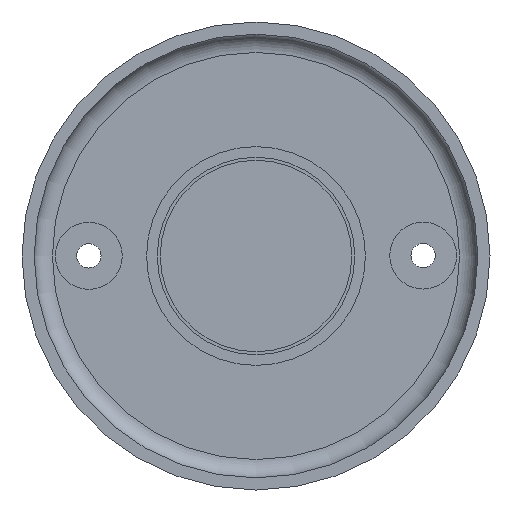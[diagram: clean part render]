
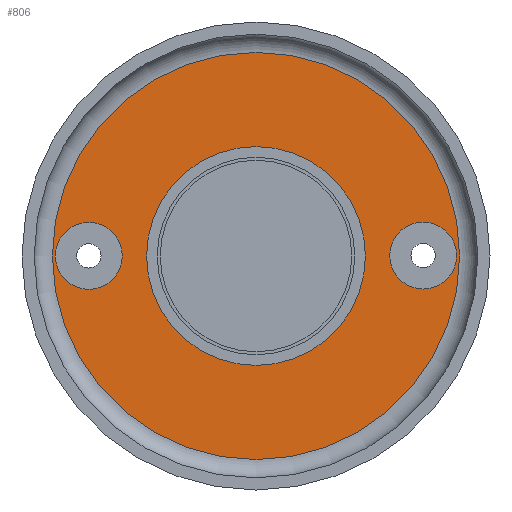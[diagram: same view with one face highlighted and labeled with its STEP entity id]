
A CAD part, front view. The second image highlights one B-rep face of the part: STEP entity #806.
In plain terms, the highlighted planar face has unit normal (0, -1, 0).
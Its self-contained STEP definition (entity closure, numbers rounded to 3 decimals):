
#29=FACE_BOUND('',#206,.T.);
#30=FACE_BOUND('',#207,.T.);
#31=FACE_BOUND('',#208,.T.);
#53=PLANE('',#898);
#88=CIRCLE('',#894,33.5);
#89=CIRCLE('',#895,33.5);
#91=CIRCLE('',#899,18.);
#92=CIRCLE('',#900,5.5);
#93=CIRCLE('',#901,5.5);
#148=FACE_OUTER_BOUND('',#205,.T.);
#205=EDGE_LOOP('',(#651,#652));
#206=EDGE_LOOP('',(#653));
#207=EDGE_LOOP('',(#654));
#208=EDGE_LOOP('',(#655));
#380=VERTEX_POINT('',#2990);
#381=VERTEX_POINT('',#2992);
#383=VERTEX_POINT('',#3000);
#384=VERTEX_POINT('',#3002);
#385=VERTEX_POINT('',#3004);
#475=EDGE_CURVE('',#381,#380,#88,.T.);
#476=EDGE_CURVE('',#380,#381,#89,.T.);
#479=EDGE_CURVE('',#383,#383,#91,.F.);
#480=EDGE_CURVE('',#384,#384,#92,.F.);
#481=EDGE_CURVE('',#385,#385,#93,.F.);
#651=ORIENTED_EDGE('',*,*,#475,.T.);
#652=ORIENTED_EDGE('',*,*,#476,.T.);
#653=ORIENTED_EDGE('',*,*,#479,.F.);
#654=ORIENTED_EDGE('',*,*,#480,.F.);
#655=ORIENTED_EDGE('',*,*,#481,.F.);
#806=ADVANCED_FACE('',(#148,#29,#30,#31),#53,.F.);
#894=AXIS2_PLACEMENT_3D('',#2993,#1064,#1065);
#895=AXIS2_PLACEMENT_3D('',#2994,#1066,#1067);
#898=AXIS2_PLACEMENT_3D('',#2999,#1073,#1074);
#899=AXIS2_PLACEMENT_3D('',#3001,#1075,#1076);
#900=AXIS2_PLACEMENT_3D('',#3003,#1077,#1078);
#901=AXIS2_PLACEMENT_3D('',#3005,#1079,#1080);
#1064=DIRECTION('center_axis',(0.,-1.,0.));
#1065=DIRECTION('ref_axis',(1.,0.,0.));
#1066=DIRECTION('center_axis',(0.,-1.,0.));
#1067=DIRECTION('ref_axis',(1.,0.,0.));
#1073=DIRECTION('center_axis',(0.,1.,0.));
#1074=DIRECTION('ref_axis',(1.,0.,0.));
#1075=DIRECTION('center_axis',(0.,1.,0.));
#1076=DIRECTION('ref_axis',(-1.,0.,0.));
#1077=DIRECTION('center_axis',(0.,1.,0.));
#1078=DIRECTION('ref_axis',(-1.,0.,0.));
#1079=DIRECTION('center_axis',(0.,1.,0.));
#1080=DIRECTION('ref_axis',(-1.,0.,0.));
#2990=CARTESIAN_POINT('',(0.,14.,-33.5));
#2992=CARTESIAN_POINT('',(-33.5,14.,0.));
#2993=CARTESIAN_POINT('Origin',(0.,14.,0.));
#2994=CARTESIAN_POINT('Origin',(0.,14.,0.));
#2999=CARTESIAN_POINT('Origin',(0.,14.,0.));
#3000=CARTESIAN_POINT('',(18.,14.,0.));
#3001=CARTESIAN_POINT('Origin',(0.,14.,0.));
#3002=CARTESIAN_POINT('',(33.,14.,0.07));
#3003=CARTESIAN_POINT('Origin',(27.5,14.,0.07));
#3004=CARTESIAN_POINT('',(-22.,14.,0.016));
#3005=CARTESIAN_POINT('Origin',(-27.5,14.,0.016));
